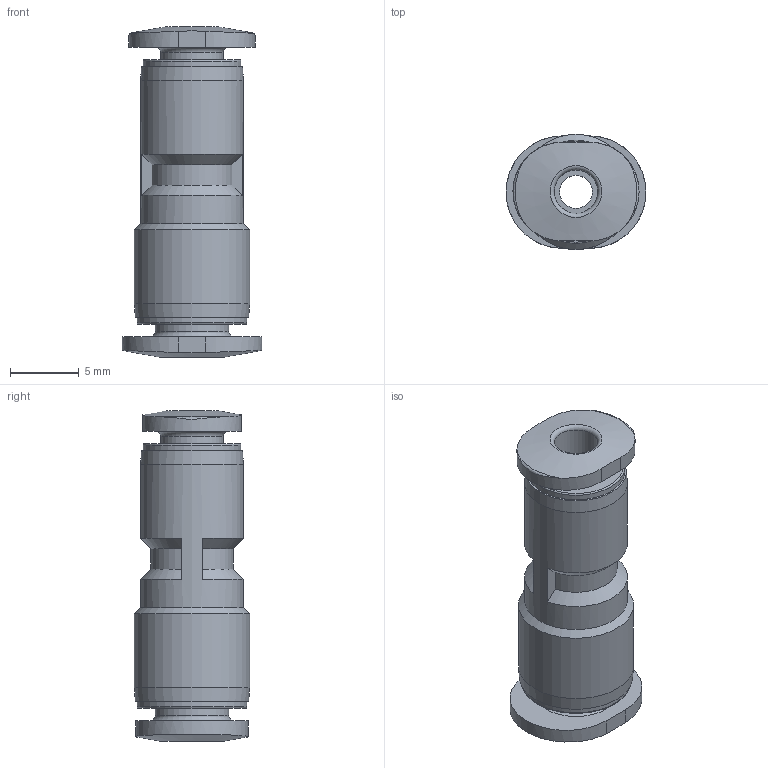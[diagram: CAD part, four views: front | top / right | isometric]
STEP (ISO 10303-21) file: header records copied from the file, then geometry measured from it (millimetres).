
FILE_DESCRIPTION(/* description */ ('STEP AP214'),/* implementation_level */ '2;1');
FILE_NAME(/* name */ '572279_QBM-5_32T-1_8-U',/* time_stamp */ '2024-09-14T03:27:31+02:00',/* author */ ('License CC BY-ND 4.0'),/* organization */ ('CADENAS'),/* preprocessor_version */ 'ST-DEVELOPER v19.3',/* originating_system */ 'PARTsolutions',/* authorisation */ ' ');
FILE_SCHEMA (('AUTOMOTIVE_DESIGN {1 0 10303 214 3 1 1}'));
Length unit declared in the file: millimetre
Products named in the file (1): 572279 QBM-5/32T-1/8-U
Bounding box: 10.2 x 8.4 x 24.1 mm (x, y, z)
Volume: 853.8 mm3; surface area: 1091 mm2
Topology: 1 solids, 1 shells, 50 faces, 112 edges, 72 vertices
Faces by surface type: plane 16, cylinder 15, torus 10, cone 9
Full cylindrical faces by diameter (mm): 2.4 x1, 3.175 x1, 3.969 x1, 4.575 x1, 5.369 x1, 7.1 x1, 7.5 x1, 8 x1, 8.4 x1
Entity records: 1669 total; most frequent: CARTESIAN_POINT 291, DIRECTION 206, ORIENTED_EDGE 176, AXIS2_PLACEMENT_3D 93, EDGE_CURVE 88, EDGE_LOOP 80, FACE_BOUND 80, VERTEX_POINT 68
